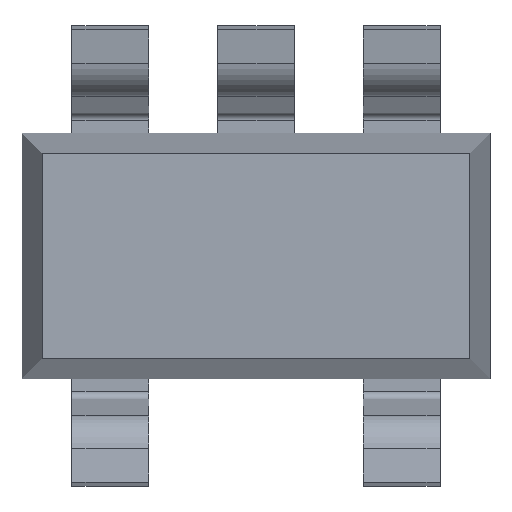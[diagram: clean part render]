
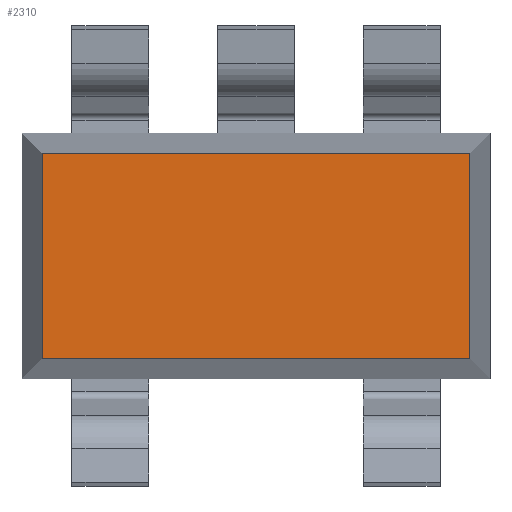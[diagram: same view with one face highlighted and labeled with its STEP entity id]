
A CAD part, front view. The second image highlights one B-rep face of the part: STEP entity #2310.
In plain terms, the highlighted planar face has unit normal (0, -1, 0).
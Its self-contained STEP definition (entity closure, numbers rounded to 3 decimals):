
#234 = DIRECTION ( 'NONE',  ( 1., 0., 0. ) ) ;
#662 = ORIENTED_EDGE ( 'NONE', *, *, #1584, .T. ) ;
#729 = CARTESIAN_POINT ( 'NONE',  ( -1.395, 0., -0.8 ) ) ;
#758 = CARTESIAN_POINT ( 'NONE',  ( 1.395, 0., 0.67 ) ) ;
#768 = CARTESIAN_POINT ( 'NONE',  ( 1.525, 0., -0.67 ) ) ;
#823 = ORIENTED_EDGE ( 'NONE', *, *, #1474, .T. ) ;
#1057 = CARTESIAN_POINT ( 'NONE',  ( 1.525, 0., -0.8 ) ) ;
#1138 = VECTOR ( 'NONE', #2098, 1000. ) ;
#1417 = DIRECTION ( 'NONE',  ( -1., 0., 0. ) ) ;
#1447 = CARTESIAN_POINT ( 'NONE',  ( -1.395, 0., -0.67 ) ) ;
#1474 = EDGE_CURVE ( 'NONE', #5615, #5646, #3538, .T. ) ;
#1584 = EDGE_CURVE ( 'NONE', #2265, #5991, #4508, .T. ) ;
#1934 = VECTOR ( 'NONE', #1417, 1000. ) ;
#2009 = DIRECTION ( 'NONE',  ( 0., 0., -1. ) ) ;
#2022 = EDGE_CURVE ( 'NONE', #5646, #2265, #4931, .T. ) ;
#2098 = DIRECTION ( 'NONE',  ( 0., 0., -1. ) ) ;
#2265 = VERTEX_POINT ( 'NONE', #5303 ) ;
#2310 = ADVANCED_FACE ( 'NONE', ( #2965 ), #3026, .T. ) ;
#2426 = AXIS2_PLACEMENT_3D ( 'NONE', #1057, #5430, #2009 ) ;
#2522 = CARTESIAN_POINT ( 'NONE',  ( -1.395, 0., 0.67 ) ) ;
#2965 = FACE_OUTER_BOUND ( 'NONE', #5171, .T. ) ;
#3026 = PLANE ( 'NONE',  #2426 ) ;
#3436 = VECTOR ( 'NONE', #234, 1000. ) ;
#3538 = LINE ( 'NONE', #729, #1138 ) ;
#4191 = EDGE_CURVE ( 'NONE', #5991, #5615, #5695, .T. ) ;
#4508 = LINE ( 'NONE', #5999, #5516 ) ;
#4851 = ORIENTED_EDGE ( 'NONE', *, *, #4191, .T. ) ;
#4931 = LINE ( 'NONE', #768, #3436 ) ;
#4977 = ORIENTED_EDGE ( 'NONE', *, *, #2022, .T. ) ;
#5161 = CARTESIAN_POINT ( 'NONE',  ( -1.525, 0., 0.67 ) ) ;
#5171 = EDGE_LOOP ( 'NONE', ( #4851, #823, #4977, #662 ) ) ;
#5303 = CARTESIAN_POINT ( 'NONE',  ( 1.395, 0., -0.67 ) ) ;
#5430 = DIRECTION ( 'NONE',  ( 0., -1., 0. ) ) ;
#5516 = VECTOR ( 'NONE', #5963, 1000. ) ;
#5615 = VERTEX_POINT ( 'NONE', #2522 ) ;
#5646 = VERTEX_POINT ( 'NONE', #1447 ) ;
#5695 = LINE ( 'NONE', #5161, #1934 ) ;
#5963 = DIRECTION ( 'NONE',  ( 0., 0., 1. ) ) ;
#5991 = VERTEX_POINT ( 'NONE', #758 ) ;
#5999 = CARTESIAN_POINT ( 'NONE',  ( 1.395, 0., 0.8 ) ) ;
